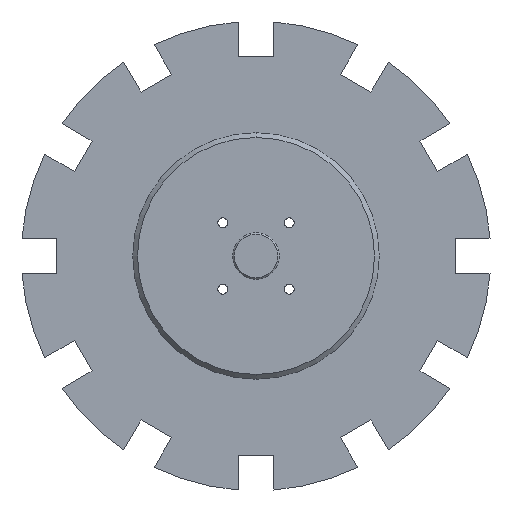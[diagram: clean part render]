
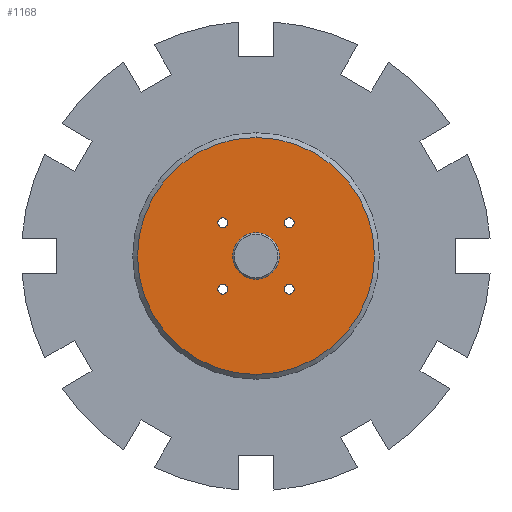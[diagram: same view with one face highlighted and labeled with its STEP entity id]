
A CAD part, front view. The second image highlights one B-rep face of the part: STEP entity #1168.
In plain terms, the highlighted planar face has unit normal (0, -1, 0).
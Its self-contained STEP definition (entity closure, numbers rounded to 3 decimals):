
#27 = DIRECTION ( 'NONE',  ( 0., 1., 0. ) ) ;
#101 = CARTESIAN_POINT ( 'NONE',  ( 0., -10., -50.5 ) ) ;
#113 = DIRECTION ( 'NONE',  ( 0., -1., 0. ) ) ;
#115 = ORIENTED_EDGE ( 'NONE', *, *, #1116, .T. ) ;
#130 = AXIS2_PLACEMENT_3D ( 'NONE', #2159, #462, #309 ) ;
#139 = EDGE_CURVE ( 'NONE', #528, #441, #684, .T. ) ;
#150 = ORIENTED_EDGE ( 'NONE', *, *, #139, .T. ) ;
#162 = DIRECTION ( 'NONE',  ( 0., 1., 0. ) ) ;
#165 = DIRECTION ( 'NONE',  ( 0., 1., 0. ) ) ;
#241 = EDGE_CURVE ( 'NONE', #1521, #525, #924, .T. ) ;
#267 = EDGE_CURVE ( 'NONE', #1517, #1931, #1706, .T. ) ;
#276 = CARTESIAN_POINT ( 'NONE',  ( 14.142, -10., 16.242 ) ) ;
#306 = DIRECTION ( 'NONE',  ( 0., 0., -1. ) ) ;
#309 = DIRECTION ( 'NONE',  ( 0., 0., 1. ) ) ;
#345 = EDGE_CURVE ( 'NONE', #525, #1521, #1151, .T. ) ;
#412 = ORIENTED_EDGE ( 'NONE', *, *, #680, .T. ) ;
#433 = AXIS2_PLACEMENT_3D ( 'NONE', #694, #2351, #1442 ) ;
#441 = VERTEX_POINT ( 'NONE', #1249 ) ;
#462 = DIRECTION ( 'NONE',  ( 0., 1., 0. ) ) ;
#472 = FACE_BOUND ( 'NONE', #1120, .T. ) ;
#480 = AXIS2_PLACEMENT_3D ( 'NONE', #1072, #1452, #544 ) ;
#502 = CARTESIAN_POINT ( 'NONE',  ( 14.142, -10., -16.242 ) ) ;
#514 = CARTESIAN_POINT ( 'NONE',  ( -14.142, -10., 14.142 ) ) ;
#525 = VERTEX_POINT ( 'NONE', #1738 ) ;
#528 = VERTEX_POINT ( 'NONE', #1545 ) ;
#541 = CARTESIAN_POINT ( 'NONE',  ( -14.142, -10., 12.042 ) ) ;
#544 = DIRECTION ( 'NONE',  ( 0., 0., -1. ) ) ;
#557 = CARTESIAN_POINT ( 'NONE',  ( -14.142, -10., 14.142 ) ) ;
#575 = CARTESIAN_POINT ( 'NONE',  ( 14.142, -10., -12.042 ) ) ;
#642 = AXIS2_PLACEMENT_3D ( 'NONE', #1754, #113, #1399 ) ;
#672 = AXIS2_PLACEMENT_3D ( 'NONE', #2027, #165, #904 ) ;
#680 = EDGE_CURVE ( 'NONE', #1491, #1872, #964, .T. ) ;
#682 = EDGE_CURVE ( 'NONE', #1599, #801, #1474, .T. ) ;
#684 = CIRCLE ( 'NONE', #2062, 2.1 ) ;
#685 = DIRECTION ( 'NONE',  ( 0., 1., 0. ) ) ;
#694 = CARTESIAN_POINT ( 'NONE',  ( 0., -10., 0. ) ) ;
#697 = DIRECTION ( 'NONE',  ( 0., 0., 1. ) ) ;
#720 = ORIENTED_EDGE ( 'NONE', *, *, #2398, .T. ) ;
#788 = AXIS2_PLACEMENT_3D ( 'NONE', #557, #2207, #2098 ) ;
#801 = VERTEX_POINT ( 'NONE', #541 ) ;
#803 = AXIS2_PLACEMENT_3D ( 'NONE', #2144, #1199, #862 ) ;
#828 = CIRCLE ( 'NONE', #672, 2.1 ) ;
#854 = VERTEX_POINT ( 'NONE', #575 ) ;
#862 = DIRECTION ( 'NONE',  ( 0., 0., -1. ) ) ;
#870 = CARTESIAN_POINT ( 'NONE',  ( 14.142, -10., 14.142 ) ) ;
#881 = FACE_BOUND ( 'NONE', #1848, .T. ) ;
#904 = DIRECTION ( 'NONE',  ( 0., 0., 1. ) ) ;
#924 = CIRCLE ( 'NONE', #1938, 9.9 ) ;
#964 = CIRCLE ( 'NONE', #1082, 2.1 ) ;
#1006 = DIRECTION ( 'NONE',  ( 0., 1., 0. ) ) ;
#1031 = CIRCLE ( 'NONE', #1380, 2.1 ) ;
#1044 = CARTESIAN_POINT ( 'NONE',  ( -14.142, -10., -14.142 ) ) ;
#1072 = CARTESIAN_POINT ( 'NONE',  ( 0., -10., 0. ) ) ;
#1082 = AXIS2_PLACEMENT_3D ( 'NONE', #870, #1243, #697 ) ;
#1090 = EDGE_LOOP ( 'NONE', ( #2227, #1929 ) ) ;
#1116 = EDGE_CURVE ( 'NONE', #854, #1155, #2205, .T. ) ;
#1120 = EDGE_LOOP ( 'NONE', ( #115, #720 ) ) ;
#1151 = CIRCLE ( 'NONE', #642, 9.9 ) ;
#1155 = VERTEX_POINT ( 'NONE', #502 ) ;
#1168 = ADVANCED_FACE ( 'NONE', ( #1997, #2340, #1403, #472, #881, #1632 ), #1604, .T. ) ;
#1199 = DIRECTION ( 'NONE',  ( 0., -1., 0. ) ) ;
#1208 = ORIENTED_EDGE ( 'NONE', *, *, #682, .T. ) ;
#1243 = DIRECTION ( 'NONE',  ( 0., 1., 0. ) ) ;
#1245 = EDGE_CURVE ( 'NONE', #1872, #1491, #1615, .T. ) ;
#1249 = CARTESIAN_POINT ( 'NONE',  ( -14.142, -10., -16.242 ) ) ;
#1286 = EDGE_CURVE ( 'NONE', #801, #1599, #1499, .T. ) ;
#1325 = DIRECTION ( 'NONE',  ( 0., 0., 1. ) ) ;
#1342 = CIRCLE ( 'NONE', #480, 50.5 ) ;
#1380 = AXIS2_PLACEMENT_3D ( 'NONE', #1729, #27, #1325 ) ;
#1399 = DIRECTION ( 'NONE',  ( 0., 0., -1. ) ) ;
#1403 = FACE_BOUND ( 'NONE', #2287, .T. ) ;
#1442 = DIRECTION ( 'NONE',  ( 0., 0., -1. ) ) ;
#1452 = DIRECTION ( 'NONE',  ( 0., -1., 0. ) ) ;
#1474 = CIRCLE ( 'NONE', #1592, 2.1 ) ;
#1491 = VERTEX_POINT ( 'NONE', #1983 ) ;
#1499 = CIRCLE ( 'NONE', #788, 2.1 ) ;
#1517 = VERTEX_POINT ( 'NONE', #101 ) ;
#1521 = VERTEX_POINT ( 'NONE', #2338 ) ;
#1538 = ORIENTED_EDGE ( 'NONE', *, *, #1245, .T. ) ;
#1545 = CARTESIAN_POINT ( 'NONE',  ( -14.142, -10., -12.042 ) ) ;
#1572 = CARTESIAN_POINT ( 'NONE',  ( 0., -10., 0. ) ) ;
#1592 = AXIS2_PLACEMENT_3D ( 'NONE', #514, #685, #2187 ) ;
#1599 = VERTEX_POINT ( 'NONE', #2412 ) ;
#1604 = PLANE ( 'NONE',  #433 ) ;
#1615 = CIRCLE ( 'NONE', #1924, 2.1 ) ;
#1632 = FACE_OUTER_BOUND ( 'NONE', #1090, .T. ) ;
#1648 = EDGE_CURVE ( 'NONE', #1931, #1517, #1342, .T. ) ;
#1679 = EDGE_LOOP ( 'NONE', ( #1208, #2309 ) ) ;
#1706 = CIRCLE ( 'NONE', #803, 50.5 ) ;
#1729 = CARTESIAN_POINT ( 'NONE',  ( -14.142, -10., -14.142 ) ) ;
#1730 = EDGE_CURVE ( 'NONE', #441, #528, #1031, .T. ) ;
#1738 = CARTESIAN_POINT ( 'NONE',  ( 0., -10., 9.9 ) ) ;
#1754 = CARTESIAN_POINT ( 'NONE',  ( 0., -10., 0. ) ) ;
#1848 = EDGE_LOOP ( 'NONE', ( #150, #2373 ) ) ;
#1872 = VERTEX_POINT ( 'NONE', #276 ) ;
#1924 = AXIS2_PLACEMENT_3D ( 'NONE', #2061, #162, #2403 ) ;
#1929 = ORIENTED_EDGE ( 'NONE', *, *, #267, .T. ) ;
#1931 = VERTEX_POINT ( 'NONE', #2163 ) ;
#1938 = AXIS2_PLACEMENT_3D ( 'NONE', #1572, #1982, #306 ) ;
#1955 = EDGE_LOOP ( 'NONE', ( #2072, #2239 ) ) ;
#1982 = DIRECTION ( 'NONE',  ( 0., -1., 0. ) ) ;
#1983 = CARTESIAN_POINT ( 'NONE',  ( 14.142, -10., 12.042 ) ) ;
#1997 = FACE_BOUND ( 'NONE', #1955, .T. ) ;
#2027 = CARTESIAN_POINT ( 'NONE',  ( 14.142, -10., -14.142 ) ) ;
#2061 = CARTESIAN_POINT ( 'NONE',  ( 14.142, -10., 14.142 ) ) ;
#2062 = AXIS2_PLACEMENT_3D ( 'NONE', #1044, #1006, #2344 ) ;
#2072 = ORIENTED_EDGE ( 'NONE', *, *, #345, .F. ) ;
#2098 = DIRECTION ( 'NONE',  ( 0., 0., 1. ) ) ;
#2144 = CARTESIAN_POINT ( 'NONE',  ( 0., -10., 0. ) ) ;
#2159 = CARTESIAN_POINT ( 'NONE',  ( 14.142, -10., -14.142 ) ) ;
#2163 = CARTESIAN_POINT ( 'NONE',  ( 0., -10., 50.5 ) ) ;
#2187 = DIRECTION ( 'NONE',  ( 0., 0., 1. ) ) ;
#2205 = CIRCLE ( 'NONE', #130, 2.1 ) ;
#2207 = DIRECTION ( 'NONE',  ( 0., 1., 0. ) ) ;
#2227 = ORIENTED_EDGE ( 'NONE', *, *, #1648, .T. ) ;
#2239 = ORIENTED_EDGE ( 'NONE', *, *, #241, .F. ) ;
#2287 = EDGE_LOOP ( 'NONE', ( #1538, #412 ) ) ;
#2309 = ORIENTED_EDGE ( 'NONE', *, *, #1286, .T. ) ;
#2338 = CARTESIAN_POINT ( 'NONE',  ( 0., -10., -9.9 ) ) ;
#2340 = FACE_BOUND ( 'NONE', #1679, .T. ) ;
#2344 = DIRECTION ( 'NONE',  ( 0., 0., 1. ) ) ;
#2351 = DIRECTION ( 'NONE',  ( 0., -1., 0. ) ) ;
#2373 = ORIENTED_EDGE ( 'NONE', *, *, #1730, .T. ) ;
#2398 = EDGE_CURVE ( 'NONE', #1155, #854, #828, .T. ) ;
#2403 = DIRECTION ( 'NONE',  ( 0., 0., 1. ) ) ;
#2412 = CARTESIAN_POINT ( 'NONE',  ( -14.142, -10., 16.242 ) ) ;
